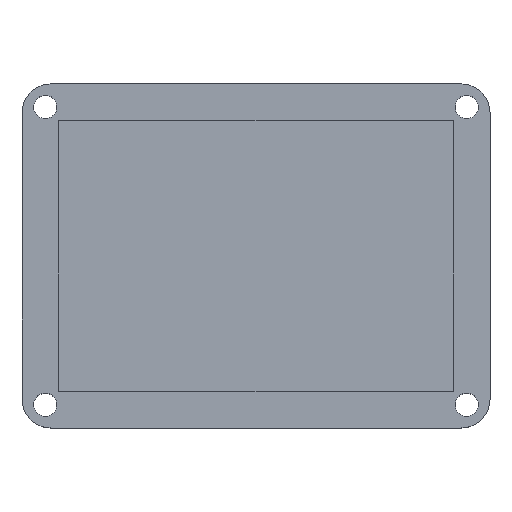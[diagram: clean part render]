
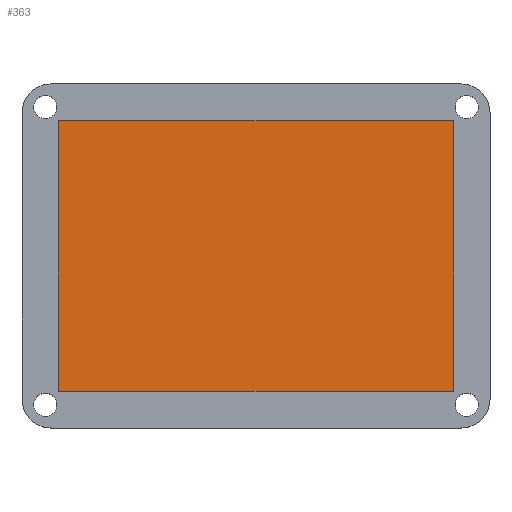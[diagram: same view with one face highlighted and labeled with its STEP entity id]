
A CAD part, top view. The second image highlights one B-rep face of the part: STEP entity #363.
In plain terms, the highlighted planar face has unit normal (0, 0, 1).
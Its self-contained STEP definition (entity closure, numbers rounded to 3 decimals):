
#33=PLANE('',#412);
#52=FACE_OUTER_BOUND('',#76,.T.);
#76=EDGE_LOOP('',(#322,#323,#324,#325));
#104=LINE('',#599,#136);
#107=LINE('',#604,#139);
#109=LINE('',#608,#141);
#111=LINE('',#611,#143);
#136=VECTOR('',#494,10.);
#139=VECTOR('',#499,10.);
#141=VECTOR('',#503,10.);
#143=VECTOR('',#507,10.);
#190=VERTEX_POINT('',#597);
#191=VERTEX_POINT('',#598);
#192=VERTEX_POINT('',#603);
#193=VERTEX_POINT('',#607);
#232=EDGE_CURVE('',#190,#191,#104,.T.);
#235=EDGE_CURVE('',#192,#190,#107,.T.);
#237=EDGE_CURVE('',#191,#193,#109,.T.);
#239=EDGE_CURVE('',#193,#192,#111,.T.);
#322=ORIENTED_EDGE('',*,*,#235,.T.);
#323=ORIENTED_EDGE('',*,*,#232,.T.);
#324=ORIENTED_EDGE('',*,*,#237,.T.);
#325=ORIENTED_EDGE('',*,*,#239,.T.);
#363=ADVANCED_FACE('',(#52),#33,.T.);
#412=AXIS2_PLACEMENT_3D('',#616,#514,#515);
#494=DIRECTION('',(0.,1.,0.));
#499=DIRECTION('',(1.,0.,0.));
#503=DIRECTION('',(-1.,0.,0.));
#507=DIRECTION('',(0.,-1.,0.));
#514=DIRECTION('center_axis',(0.,0.,1.));
#515=DIRECTION('ref_axis',(1.,0.,0.));
#597=CARTESIAN_POINT('',(52.,-35.,3.));
#598=CARTESIAN_POINT('',(52.,35.,3.));
#599=CARTESIAN_POINT('',(52.,35.,3.));
#603=CARTESIAN_POINT('',(-50.,-35.,3.));
#604=CARTESIAN_POINT('',(52.,-35.,3.));
#607=CARTESIAN_POINT('',(-50.,35.,3.));
#608=CARTESIAN_POINT('',(-50.,35.,3.));
#611=CARTESIAN_POINT('',(-50.,-35.,3.));
#616=CARTESIAN_POINT('Origin',(1.,0.,3.));
